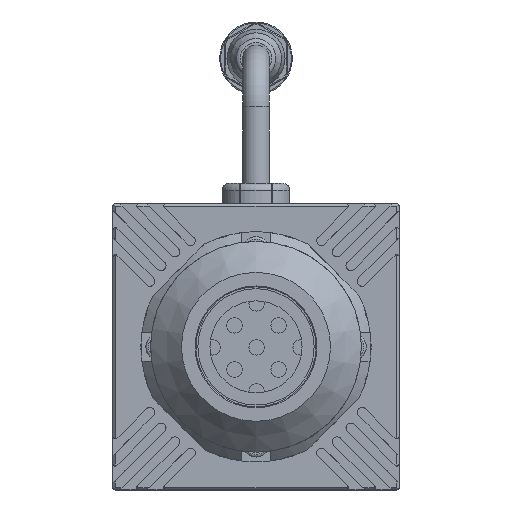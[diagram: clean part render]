
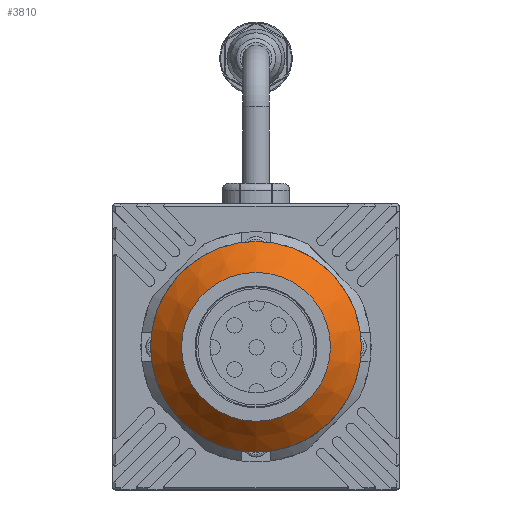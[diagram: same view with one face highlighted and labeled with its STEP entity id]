
A CAD part, left-side view. The second image highlights one B-rep face of the part: STEP entity #3810.
In plain terms, the highlighted conical face has half-angle 45 degrees and reference radius 21.75 mm.
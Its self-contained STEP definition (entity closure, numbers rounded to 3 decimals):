
#734 = DIRECTION ( 'NONE',  ( 0., 0., -1. ) ) ;
#2079 = EDGE_LOOP ( 'NONE', ( #8191 ) ) ;
#2682 = CIRCLE ( 'NONE', #17082, 15.375 ) ;
#3810 = ADVANCED_FACE ( 'NONE', ( #6148, #12269 ), #19309, .T. ) ;
#6148 = FACE_BOUND ( 'NONE', #2079, .T. ) ;
#6170 = VERTEX_POINT ( 'NONE', #12291 ) ;
#7128 = ORIENTED_EDGE ( 'NONE', *, *, #11375, .F. ) ;
#7847 = CIRCLE ( 'NONE', #8816, 21.75 ) ;
#8191 = ORIENTED_EDGE ( 'NONE', *, *, #11083, .T. ) ;
#8816 = AXIS2_PLACEMENT_3D ( 'NONE', #9749, #15827, #12638 ) ;
#9749 = CARTESIAN_POINT ( 'NONE',  ( -34.513, 0., 0. ) ) ;
#10364 = EDGE_LOOP ( 'NONE', ( #7128 ) ) ;
#11083 = EDGE_CURVE ( 'NONE', #19774, #19774, #2682, .T. ) ;
#11375 = EDGE_CURVE ( 'NONE', #6170, #6170, #7847, .T. ) ;
#12269 = FACE_OUTER_BOUND ( 'NONE', #10364, .T. ) ;
#12291 = CARTESIAN_POINT ( 'NONE',  ( -34.513, 0., -21.75 ) ) ;
#12603 = AXIS2_PLACEMENT_3D ( 'NONE', #16857, #14438, #734 ) ;
#12638 = DIRECTION ( 'NONE',  ( 0., 0., -1. ) ) ;
#13455 = DIRECTION ( 'NONE',  ( 1., 0., 0. ) ) ;
#13779 = CARTESIAN_POINT ( 'NONE',  ( -40.888, 0., -15.375 ) ) ;
#14438 = DIRECTION ( 'NONE',  ( 1., 0., 0. ) ) ;
#15827 = DIRECTION ( 'NONE',  ( 1., 0., 0. ) ) ;
#16634 = DIRECTION ( 'NONE',  ( 0., 0., -1. ) ) ;
#16857 = CARTESIAN_POINT ( 'NONE',  ( -34.513, 0., 0. ) ) ;
#17082 = AXIS2_PLACEMENT_3D ( 'NONE', #19539, #13455, #16634 ) ;
#19309 = CONICAL_SURFACE ( 'NONE', #12603, 21.75, 0.785 ) ;
#19539 = CARTESIAN_POINT ( 'NONE',  ( -40.888, 0., 0. ) ) ;
#19774 = VERTEX_POINT ( 'NONE', #13779 ) ;
